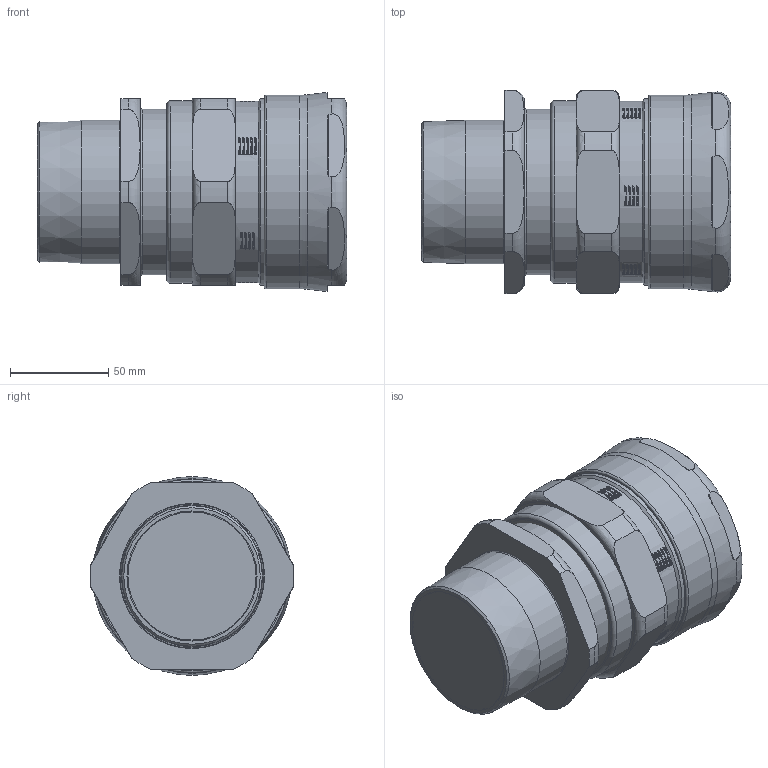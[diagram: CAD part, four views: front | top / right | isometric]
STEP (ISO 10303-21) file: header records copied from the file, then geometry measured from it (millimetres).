
FILE_DESCRIPTION(/* description */ (''),/* implementation_level */ '2;1');
FILE_NAME(/* name */ '453_RAC_X F_2_1_2_NPT.stp',/* time_stamp */ '2021-05-21T21:39:50+05:00',/* author */ ('vinaykumark'),/* organization */ (''),/* preprocessor_version */ 'ST-DEVELOPER v18',/* originating_system */ 'Autodesk Inventor 2020',/* authorisation */ '');
FILE_SCHEMA (('AUTOMOTIVE_DESIGN { 1 0 10303 214 3 1 1 }'));
Products named in the file (1): 453_RAC_X F_2_1_2_NPT
Bounding box: 157.68 x 103.94 x 101.43 mm (x, y, z)
Surface area: 388478.8 mm2
Topology: 18 solids, 18 shells, 6194 faces, 17121 edges, 11417 vertices
Faces by surface type: bspline 2975, plane 1865, cylinder 745, torus 357, cone 248, sphere 4
Full cylindrical faces by diameter (mm): 1.4 x12, 65.3 x1, 66.85 x1, 68.3 x3, 70.25 x2, 73.03 x2, 77.55 x2, 77.8 x1, 78 x3, 78.25 x4, 78.299 x1, 83 x2, 83.4 x2, 84.1 x6, 84.4 x2, 85 x2, 85.3 x1, 87.312 x2, 92.52 x2, 92.7 x2, 93 x4, 93.3 x1, 95 x2, 95.3 x1, 98.8 x2
Entity records: 279052 total; most frequent: CARTESIAN_POINT 134371, ORIENTED_EDGE 34234, DIRECTION 19701, EDGE_CURVE 17117, VERTEX_POINT 11417, LINE 7069, VECTOR 7069, EDGE_LOOP 6672
